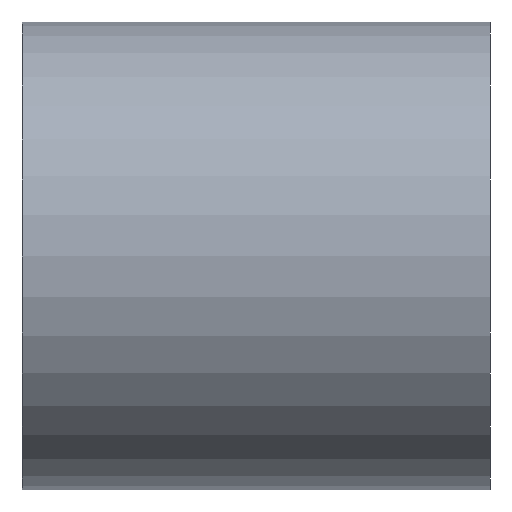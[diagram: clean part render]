
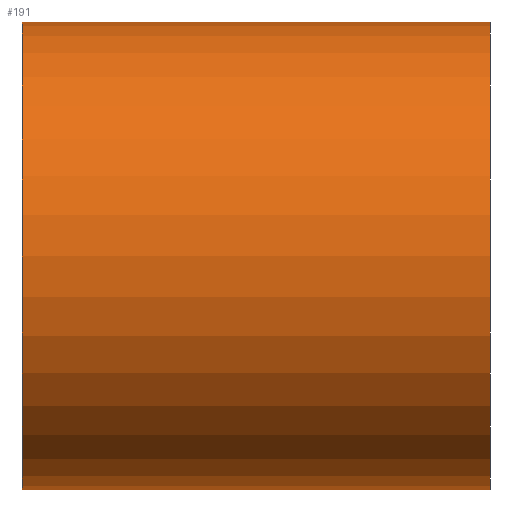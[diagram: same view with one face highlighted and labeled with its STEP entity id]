
A CAD part, left-side view. The second image highlights one B-rep face of the part: STEP entity #191.
In plain terms, the highlighted cylindrical face has radius 3.175 mm (diameter 6.35 mm), a partial arc.
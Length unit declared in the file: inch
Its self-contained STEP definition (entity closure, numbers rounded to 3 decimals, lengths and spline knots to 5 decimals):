
#8 = FACE_OUTER_BOUND ( 'NONE', #43, .T. ) ;
#38 = VERTEX_POINT ( 'NONE', #50 ) ;
#39 = VERTEX_POINT ( 'NONE', #51 ) ;
#40 = VERTEX_POINT ( 'NONE', #52 ) ;
#41 = VERTEX_POINT ( 'NONE', #53 ) ;
#43 = EDGE_LOOP ( 'NONE', ( #171, #157, #162, #146 ) ) ;
#50 = CARTESIAN_POINT ( 'NONE',  ( -0.03125, 0.25, -0.125 ) ) ;
#51 = CARTESIAN_POINT ( 'NONE',  ( -0.03125, 0.25, 0.125 ) ) ;
#52 = CARTESIAN_POINT ( 'NONE',  ( -0.03125, 0., 0.125 ) ) ;
#53 = CARTESIAN_POINT ( 'NONE',  ( -0.03125, 0., -0.125 ) ) ;
#58 = CARTESIAN_POINT ( 'NONE',  ( -0.03125, 0.25, 0. ) ) ;
#59 = DIRECTION ( 'NONE',  ( 0., -1., 0. ) ) ;
#60 = DIRECTION ( 'NONE',  ( 0., 0., -1. ) ) ;
#61 = CARTESIAN_POINT ( 'NONE',  ( -0.03125, 0., 0. ) ) ;
#62 = DIRECTION ( 'NONE',  ( 0., -1., 0. ) ) ;
#63 = DIRECTION ( 'NONE',  ( 0., 0., -1. ) ) ;
#68 = LINE ( 'NONE', #69, #204 ) ;
#69 = CARTESIAN_POINT ( 'NONE',  ( -0.03125, 0., -0.125 ) ) ;
#70 = DIRECTION ( 'NONE',  ( 0., -1., 0. ) ) ;
#77 = LINE ( 'NONE', #78, #219 ) ;
#78 = CARTESIAN_POINT ( 'NONE',  ( -0.03125, 0., 0.125 ) ) ;
#79 = DIRECTION ( 'NONE',  ( 0., -1., 0. ) ) ;
#98 = CARTESIAN_POINT ( 'NONE',  ( -0.03125, 0., 0. ) ) ;
#99 = DIRECTION ( 'NONE',  ( 0., -1., 0. ) ) ;
#100 = DIRECTION ( 'NONE',  ( 0., 0., -1. ) ) ;
#146 = ORIENTED_EDGE ( 'NONE', *, *, #179, .F. ) ;
#157 = ORIENTED_EDGE ( 'NONE', *, *, #178, .T. ) ;
#162 = ORIENTED_EDGE ( 'NONE', *, *, #181, .T. ) ;
#171 = ORIENTED_EDGE ( 'NONE', *, *, #184, .F. ) ;
#178 = EDGE_CURVE ( 'NONE', #39, #38, #196, .T. ) ;
#179 = EDGE_CURVE ( 'NONE', #40, #41, #195, .T. ) ;
#181 = EDGE_CURVE ( 'NONE', #38, #41, #68, .T. ) ;
#184 = EDGE_CURVE ( 'NONE', #39, #40, #77, .T. ) ;
#191 = ADVANCED_FACE ( 'NONE', ( #8 ), #218, .T. ) ;
#195 = CIRCLE ( 'NONE', #208, 0.125 ) ;
#196 = CIRCLE ( 'NONE', #206, 0.125 ) ;
#204 = VECTOR ( 'NONE', #70, 39.37008 ) ;
#206 = AXIS2_PLACEMENT_3D ( 'NONE', #58, #59, #60 ) ;
#208 = AXIS2_PLACEMENT_3D ( 'NONE', #61, #62, #63 ) ;
#216 = AXIS2_PLACEMENT_3D ( 'NONE', #98, #99, #100 ) ;
#218 = CYLINDRICAL_SURFACE ( 'NONE', #216, 0.125 ) ;
#219 = VECTOR ( 'NONE', #79, 39.37008 ) ;
